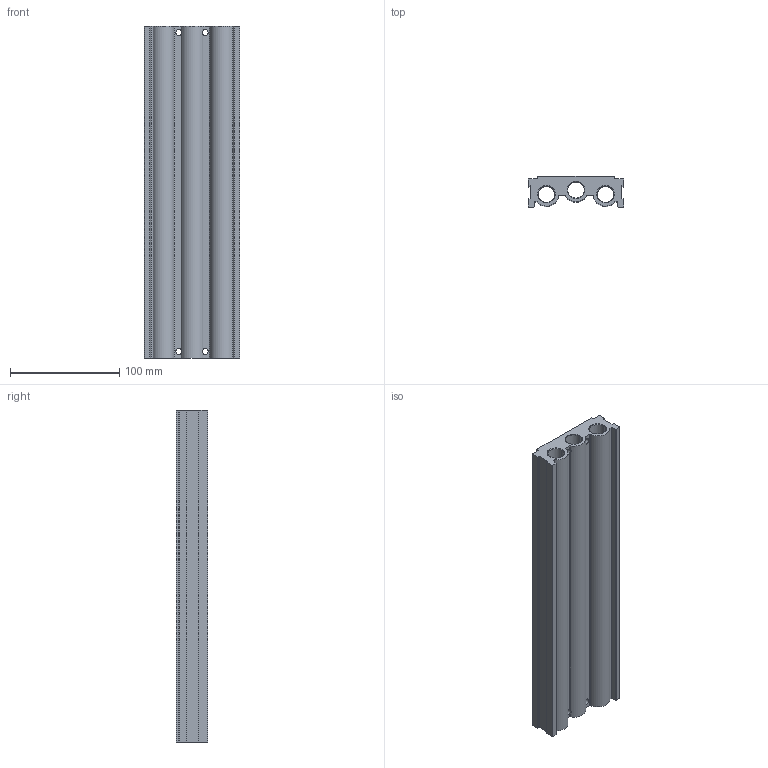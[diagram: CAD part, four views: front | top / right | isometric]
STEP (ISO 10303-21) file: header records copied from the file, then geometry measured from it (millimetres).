
FILE_DESCRIPTION (( 'STEP AP203' ), '1' );
FILE_NAME ('SCB51-D-10.STEP', '2016-05-09T08:40:03', ( '' ), ( '' ), 'SwSTEP 2.0', 'SolidWorks 2008', '' );
FILE_SCHEMA (( 'CONFIG_CONTROL_DESIGN' ));
Length unit declared in the file: millimetre
Products named in the file (1): SCB51-D-10
Bounding box: 87 x 28.5 x 303.5 mm (x, y, z)
Volume: 396304.9 mm3; surface area: 132853.2 mm2
Topology: 1 solids, 1 shells, 322 faces, 800 edges, 496 vertices
Faces by surface type: cylinder 145, cone 112, plane 65
Entity records: 12175 total; most frequent: CARTESIAN_POINT 4187, DIRECTION 1712, ORIENTED_EDGE 1600, EDGE_CURVE 800, AXIS2_PLACEMENT_3D 681, VERTEX_POINT 496, EDGE_LOOP 412, CIRCLE 358
